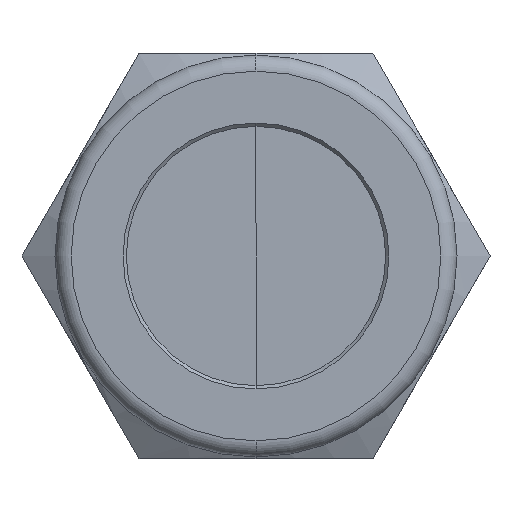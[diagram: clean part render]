
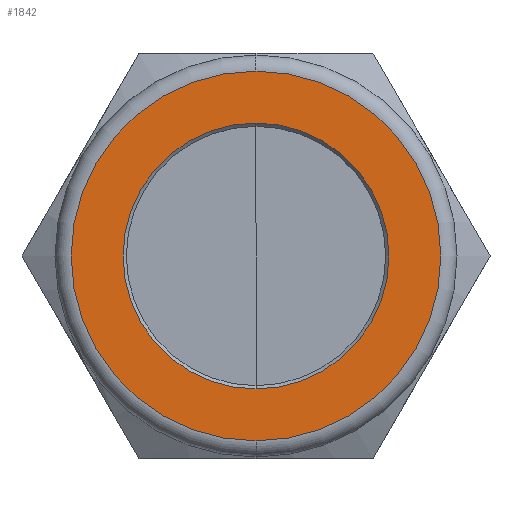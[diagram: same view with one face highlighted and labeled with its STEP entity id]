
A CAD part, front view. The second image highlights one B-rep face of the part: STEP entity #1842.
In plain terms, the highlighted planar face has unit normal (0, -1, 0).
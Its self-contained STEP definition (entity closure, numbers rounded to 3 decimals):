
#178 = EDGE_LOOP ( 'NONE', ( #2747, #2748 ) ) ;
#202 = EDGE_LOOP ( 'NONE', ( #2749, #2750 ) ) ;
#636 = DIRECTION ( 'NONE',  ( 0., 0., 1. ) ) ;
#638 = DIRECTION ( 'NONE',  ( 0., -1., 0. ) ) ;
#639 = CARTESIAN_POINT ( 'NONE',  ( -12.4, -11.25, 0. ) ) ;
#647 = PLANE ( 'NONE',  #1138 ) ;
#935 = AXIS2_PLACEMENT_3D ( 'NONE', #2064, #2065, #2066 ) ;
#936 = AXIS2_PLACEMENT_3D ( 'NONE', #2069, #2070, #2071 ) ;
#947 = AXIS2_PLACEMENT_3D ( 'NONE', #1317, #1318, #1319 ) ;
#953 = AXIS2_PLACEMENT_3D ( 'NONE', #1349, #1350, #1351 ) ;
#1138 = AXIS2_PLACEMENT_3D ( 'NONE', #639, #638, #636 ) ;
#1317 = CARTESIAN_POINT ( 'NONE',  ( 0., -11.25, 0. ) ) ;
#1318 = DIRECTION ( 'NONE',  ( 0., -1., 0. ) ) ;
#1319 = DIRECTION ( 'NONE',  ( 0., 0., 1. ) ) ;
#1349 = CARTESIAN_POINT ( 'NONE',  ( 0., -11.25, 0. ) ) ;
#1350 = DIRECTION ( 'NONE',  ( 0., 1., 0. ) ) ;
#1351 = DIRECTION ( 'NONE',  ( 0., 0., -1. ) ) ;
#1842 = ADVANCED_FACE ( 'NONE', ( #2805, #2809 ), #647, .T. ) ;
#2064 = CARTESIAN_POINT ( 'NONE',  ( 0., -11.25, 0. ) ) ;
#2065 = DIRECTION ( 'NONE',  ( 0., -1., 0. ) ) ;
#2066 = DIRECTION ( 'NONE',  ( 0., 0., 1. ) ) ;
#2069 = CARTESIAN_POINT ( 'NONE',  ( 0., -11.25, 0. ) ) ;
#2070 = DIRECTION ( 'NONE',  ( 0., 1., 0. ) ) ;
#2071 = DIRECTION ( 'NONE',  ( 0., 0., -1. ) ) ;
#2183 = EDGE_CURVE ( 'NONE', #3428, #3429, #2918, .T. ) ;
#2184 = EDGE_CURVE ( 'NONE', #3422, #3421, #2919, .T. ) ;
#2213 = EDGE_CURVE ( 'NONE', #3429, #3428, #2942, .T. ) ;
#2226 = EDGE_CURVE ( 'NONE', #3421, #3422, #2961, .T. ) ;
#2747 = ORIENTED_EDGE ( 'NONE', *, *, #2213, .T. ) ;
#2748 = ORIENTED_EDGE ( 'NONE', *, *, #2183, .T. ) ;
#2749 = ORIENTED_EDGE ( 'NONE', *, *, #2226, .T. ) ;
#2750 = ORIENTED_EDGE ( 'NONE', *, *, #2184, .T. ) ;
#2805 = FACE_OUTER_BOUND ( 'NONE', #178, .T. ) ;
#2809 = FACE_BOUND ( 'NONE', #202, .T. ) ;
#2918 = CIRCLE ( 'NONE', #935, 11.4 ) ;
#2919 = CIRCLE ( 'NONE', #936, 8.2 ) ;
#2942 = CIRCLE ( 'NONE', #947, 11.4 ) ;
#2961 = CIRCLE ( 'NONE', #953, 8.2 ) ;
#3374 = CARTESIAN_POINT ( 'NONE',  ( 0., -11.25, 8.2 ) ) ;
#3375 = CARTESIAN_POINT ( 'NONE',  ( 0., -11.25, -8.2 ) ) ;
#3381 = CARTESIAN_POINT ( 'NONE',  ( 0., -11.25, -11.4 ) ) ;
#3382 = CARTESIAN_POINT ( 'NONE',  ( 0., -11.25, 11.4 ) ) ;
#3421 = VERTEX_POINT ( 'NONE', #3374 ) ;
#3422 = VERTEX_POINT ( 'NONE', #3375 ) ;
#3428 = VERTEX_POINT ( 'NONE', #3381 ) ;
#3429 = VERTEX_POINT ( 'NONE', #3382 ) ;
